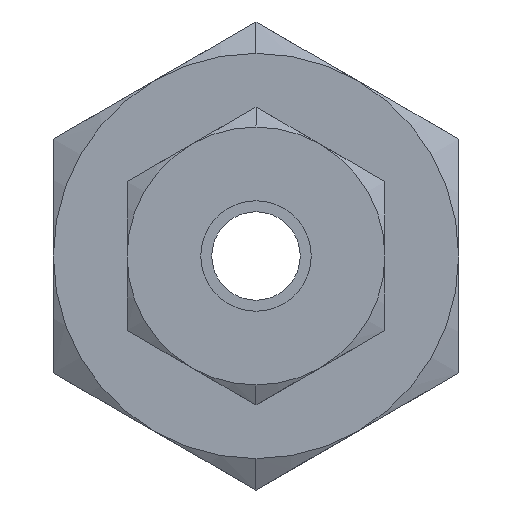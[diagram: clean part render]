
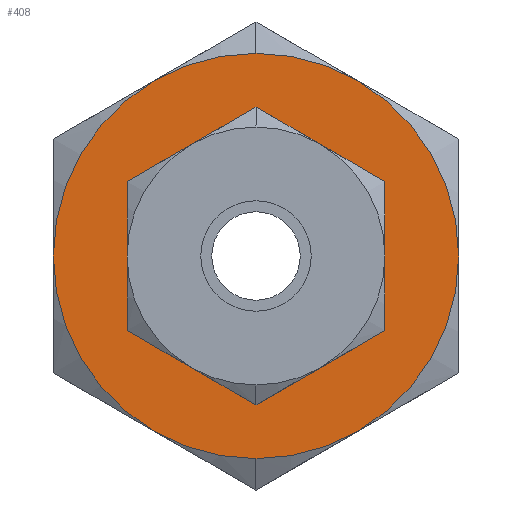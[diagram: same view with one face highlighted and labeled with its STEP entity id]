
A CAD part, left-side view. The second image highlights one B-rep face of the part: STEP entity #408.
In plain terms, the highlighted planar face has unit normal (-1, 0, 0).
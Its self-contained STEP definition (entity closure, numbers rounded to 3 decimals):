
#119 = EDGE_CURVE ( 'NONE', #14136, #3633, #769, .T. ) ;
#223 = DIRECTION ( 'NONE',  ( 0., -0.5, -0.866 ) ) ;
#290 = VERTEX_POINT ( 'NONE', #17520 ) ;
#408 = ADVANCED_FACE ( 'NONE', ( #6507, #5005 ), #10711, .F. ) ;
#521 = CARTESIAN_POINT ( 'NONE',  ( 17.7, 0., 0. ) ) ;
#663 = CIRCLE ( 'NONE', #10813, 11. ) ;
#712 = DIRECTION ( 'NONE',  ( 1., 0., 0. ) ) ;
#769 = CIRCLE ( 'NONE', #12112, 11. ) ;
#1008 = VERTEX_POINT ( 'NONE', #5978 ) ;
#1160 = ORIENTED_EDGE ( 'NONE', *, *, #3841, .T. ) ;
#1202 = CARTESIAN_POINT ( 'NONE',  ( 17.7, 11., 0. ) ) ;
#2003 = DIRECTION ( 'NONE',  ( -1., 0., 0. ) ) ;
#2110 = DIRECTION ( 'NONE',  ( 0., 0., 1. ) ) ;
#2490 = DIRECTION ( 'NONE',  ( 0., 0.5, -0.866 ) ) ;
#3518 = CIRCLE ( 'NONE', #10674, 11. ) ;
#3579 = CARTESIAN_POINT ( 'NONE',  ( 17.7, -5.5, -9.526 ) ) ;
#3612 = CARTESIAN_POINT ( 'NONE',  ( 17.7, 0., 0. ) ) ;
#3633 = VERTEX_POINT ( 'NONE', #4132 ) ;
#3716 = DIRECTION ( 'NONE',  ( 1., 0., 0. ) ) ;
#3841 = EDGE_CURVE ( 'NONE', #10796, #14136, #14126, .T. ) ;
#4034 = DIRECTION ( 'NONE',  ( 0., 1., 0. ) ) ;
#4132 = CARTESIAN_POINT ( 'NONE',  ( 17.7, 5.5, 9.526 ) ) ;
#4202 = CARTESIAN_POINT ( 'NONE',  ( 17.7, 0., 0. ) ) ;
#4969 = CARTESIAN_POINT ( 'NONE',  ( 17.7, 0., 11. ) ) ;
#5005 = FACE_OUTER_BOUND ( 'NONE', #5973, .T. ) ;
#5606 = VERTEX_POINT ( 'NONE', #1202 ) ;
#5675 = ORIENTED_EDGE ( 'NONE', *, *, #119, .T. ) ;
#5973 = EDGE_LOOP ( 'NONE', ( #1160, #5675, #10989, #17288, #9094, #8146, #17704, #8411 ) ) ;
#5978 = CARTESIAN_POINT ( 'NONE',  ( 17.7, 0., -11. ) ) ;
#6507 = FACE_BOUND ( 'NONE', #8727, .T. ) ;
#6635 = DIRECTION ( 'NONE',  ( 0., -0.5, 0.866 ) ) ;
#7327 = DIRECTION ( 'NONE',  ( -1., 0., 0. ) ) ;
#7568 = CARTESIAN_POINT ( 'NONE',  ( 17.7, 0., 0. ) ) ;
#7735 = AXIS2_PLACEMENT_3D ( 'NONE', #4202, #15492, #14190 ) ;
#7829 = CIRCLE ( 'NONE', #11129, 4.801 ) ;
#7871 = DIRECTION ( 'NONE',  ( -1., 0., 0. ) ) ;
#8146 = ORIENTED_EDGE ( 'NONE', *, *, #10468, .T. ) ;
#8202 = CARTESIAN_POINT ( 'NONE',  ( 17.7, 5.5, -9.526 ) ) ;
#8411 = ORIENTED_EDGE ( 'NONE', *, *, #12556, .T. ) ;
#8727 = EDGE_LOOP ( 'NONE', ( #15704, #16438 ) ) ;
#9094 = ORIENTED_EDGE ( 'NONE', *, *, #17774, .T. ) ;
#9192 = CIRCLE ( 'NONE', #11887, 11. ) ;
#9412 = DIRECTION ( 'NONE',  ( 0., 1., 0. ) ) ;
#9490 = EDGE_CURVE ( 'NONE', #16383, #17516, #3518, .T. ) ;
#9591 = CARTESIAN_POINT ( 'NONE',  ( 17.7, 0., 0. ) ) ;
#10468 = EDGE_CURVE ( 'NONE', #1008, #16383, #9192, .T. ) ;
#10614 = DIRECTION ( 'NONE',  ( 0., 0., -1. ) ) ;
#10674 = AXIS2_PLACEMENT_3D ( 'NONE', #13030, #7327, #223 ) ;
#10711 = PLANE ( 'NONE',  #15715 ) ;
#10769 = DIRECTION ( 'NONE',  ( 0., 0.5, 0.866 ) ) ;
#10796 = VERTEX_POINT ( 'NONE', #13106 ) ;
#10813 = AXIS2_PLACEMENT_3D ( 'NONE', #13661, #13294, #10769 ) ;
#10889 = AXIS2_PLACEMENT_3D ( 'NONE', #9591, #15275, #2490 ) ;
#10895 = VERTEX_POINT ( 'NONE', #17946 ) ;
#10989 = ORIENTED_EDGE ( 'NONE', *, *, #14186, .T. ) ;
#11129 = AXIS2_PLACEMENT_3D ( 'NONE', #521, #712, #16029 ) ;
#11290 = DIRECTION ( 'NONE',  ( 0., 0., 1. ) ) ;
#11341 = CIRCLE ( 'NONE', #7735, 11. ) ;
#11710 = CIRCLE ( 'NONE', #14679, 4.801 ) ;
#11737 = AXIS2_PLACEMENT_3D ( 'NONE', #18209, #7871, #4034 ) ;
#11793 = CIRCLE ( 'NONE', #10889, 11. ) ;
#11887 = AXIS2_PLACEMENT_3D ( 'NONE', #17883, #2003, #10614 ) ;
#12050 = DIRECTION ( 'NONE',  ( -1., 0., 0. ) ) ;
#12112 = AXIS2_PLACEMENT_3D ( 'NONE', #12789, #12613, #11290 ) ;
#12556 = EDGE_CURVE ( 'NONE', #17516, #10796, #11341, .T. ) ;
#12613 = DIRECTION ( 'NONE',  ( -1., 0., 0. ) ) ;
#12789 = CARTESIAN_POINT ( 'NONE',  ( 17.7, 0., 0. ) ) ;
#12877 = VERTEX_POINT ( 'NONE', #8202 ) ;
#13030 = CARTESIAN_POINT ( 'NONE',  ( 17.7, 0., 0. ) ) ;
#13106 = CARTESIAN_POINT ( 'NONE',  ( 17.7, -5.5, 9.526 ) ) ;
#13294 = DIRECTION ( 'NONE',  ( -1., 0., 0. ) ) ;
#13331 = DIRECTION ( 'NONE',  ( 1., 0., 0. ) ) ;
#13514 = CARTESIAN_POINT ( 'NONE',  ( 17.7, 0., 0. ) ) ;
#13661 = CARTESIAN_POINT ( 'NONE',  ( 17.7, 0., 0. ) ) ;
#13920 = EDGE_CURVE ( 'NONE', #290, #10895, #11710, .T. ) ;
#13928 = EDGE_CURVE ( 'NONE', #10895, #290, #7829, .T. ) ;
#14126 = CIRCLE ( 'NONE', #17397, 11. ) ;
#14136 = VERTEX_POINT ( 'NONE', #4969 ) ;
#14186 = EDGE_CURVE ( 'NONE', #3633, #5606, #663, .T. ) ;
#14190 = DIRECTION ( 'NONE',  ( 0., -1., 0. ) ) ;
#14450 = CARTESIAN_POINT ( 'NONE',  ( 17.7, -11., 0. ) ) ;
#14679 = AXIS2_PLACEMENT_3D ( 'NONE', #13514, #13331, #2110 ) ;
#15017 = CIRCLE ( 'NONE', #11737, 11. ) ;
#15275 = DIRECTION ( 'NONE',  ( -1., 0., 0. ) ) ;
#15492 = DIRECTION ( 'NONE',  ( -1., 0., 0. ) ) ;
#15592 = EDGE_CURVE ( 'NONE', #5606, #12877, #15017, .T. ) ;
#15704 = ORIENTED_EDGE ( 'NONE', *, *, #13928, .T. ) ;
#15715 = AXIS2_PLACEMENT_3D ( 'NONE', #3612, #3716, #9412 ) ;
#16029 = DIRECTION ( 'NONE',  ( 0., 0., -1. ) ) ;
#16383 = VERTEX_POINT ( 'NONE', #3579 ) ;
#16438 = ORIENTED_EDGE ( 'NONE', *, *, #13920, .T. ) ;
#17288 = ORIENTED_EDGE ( 'NONE', *, *, #15592, .T. ) ;
#17397 = AXIS2_PLACEMENT_3D ( 'NONE', #7568, #12050, #6635 ) ;
#17516 = VERTEX_POINT ( 'NONE', #14450 ) ;
#17520 = CARTESIAN_POINT ( 'NONE',  ( 17.7, 0., 4.801 ) ) ;
#17704 = ORIENTED_EDGE ( 'NONE', *, *, #9490, .T. ) ;
#17774 = EDGE_CURVE ( 'NONE', #12877, #1008, #11793, .T. ) ;
#17883 = CARTESIAN_POINT ( 'NONE',  ( 17.7, 0., 0. ) ) ;
#17946 = CARTESIAN_POINT ( 'NONE',  ( 17.7, 0., -4.801 ) ) ;
#18209 = CARTESIAN_POINT ( 'NONE',  ( 17.7, 0., 0. ) ) ;
